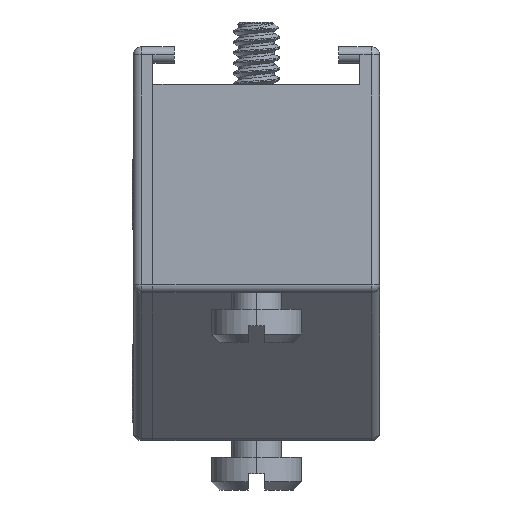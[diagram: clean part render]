
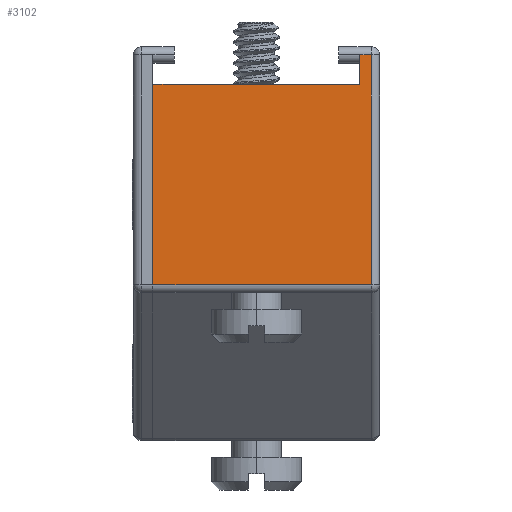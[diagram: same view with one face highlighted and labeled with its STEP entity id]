
A CAD part, left-side view. The second image highlights one B-rep face of the part: STEP entity #3102.
In plain terms, the highlighted planar face has unit normal (-1, 0, 0).
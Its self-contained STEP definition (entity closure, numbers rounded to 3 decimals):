
#641 = CARTESIAN_POINT ( 'NONE',  ( 0., 13.8, 0. ) ) ;
#769 = CARTESIAN_POINT ( 'NONE',  ( 0., 13.8, -14.5 ) ) ;
#1632 = CARTESIAN_POINT ( 'NONE',  ( 0., 1.2, -1. ) ) ;
#2367 = DIRECTION ( 'NONE',  ( 0., 0., -1. ) ) ;
#2604 = PLANE ( 'NONE',  #8502 ) ;
#3049 = EDGE_CURVE ( 'NONE', #17979, #15965, #8023, .T. ) ;
#3102 = ADVANCED_FACE ( 'NONE', ( #22857 ), #2604, .F. ) ;
#4053 = ORIENTED_EDGE ( 'NONE', *, *, #10732, .F. ) ;
#4395 = VERTEX_POINT ( 'NONE', #17226 ) ;
#4410 = CARTESIAN_POINT ( 'NONE',  ( 0., 0.5, 0. ) ) ;
#4868 = LINE ( 'NONE', #18365, #19964 ) ;
#5330 = LINE ( 'NONE', #1632, #8944 ) ;
#5935 = ORIENTED_EDGE ( 'NONE', *, *, #6354, .T. ) ;
#6354 = EDGE_CURVE ( 'NONE', #7216, #8855, #23540, .T. ) ;
#7216 = VERTEX_POINT ( 'NONE', #11787 ) ;
#7441 = VECTOR ( 'NONE', #11897, 1000. ) ;
#8023 = LINE ( 'NONE', #769, #19854 ) ;
#8315 = EDGE_CURVE ( 'NONE', #15965, #4395, #23169, .T. ) ;
#8502 = AXIS2_PLACEMENT_3D ( 'NONE', #641, #19190, #2367 ) ;
#8561 = VECTOR ( 'NONE', #21573, 1000. ) ;
#8855 = VERTEX_POINT ( 'NONE', #24221 ) ;
#8944 = VECTOR ( 'NONE', #9357, 1000. ) ;
#9357 = DIRECTION ( 'NONE',  ( 0., 0., 1. ) ) ;
#9688 = ORIENTED_EDGE ( 'NONE', *, *, #8315, .T. ) ;
#10229 = EDGE_CURVE ( 'NONE', #17979, #8855, #4868, .T. ) ;
#10732 = EDGE_CURVE ( 'NONE', #7216, #14568, #5330, .T. ) ;
#10970 = CARTESIAN_POINT ( 'NONE',  ( 0., 13.8, -0.5 ) ) ;
#11444 = DIRECTION ( 'NONE',  ( 0., 1., 0. ) ) ;
#11787 = CARTESIAN_POINT ( 'NONE',  ( 0., 1.2, -2.3 ) ) ;
#11897 = DIRECTION ( 'NONE',  ( 0., 0., 1. ) ) ;
#13289 = ORIENTED_EDGE ( 'NONE', *, *, #10229, .F. ) ;
#14087 = CARTESIAN_POINT ( 'NONE',  ( 0., 1.2, -2.3 ) ) ;
#14568 = VERTEX_POINT ( 'NONE', #17783 ) ;
#15965 = VERTEX_POINT ( 'NONE', #23633 ) ;
#16005 = CARTESIAN_POINT ( 'NONE',  ( 0., 13.8, -14.5 ) ) ;
#17226 = CARTESIAN_POINT ( 'NONE',  ( 0., 0.5, -0.5 ) ) ;
#17783 = CARTESIAN_POINT ( 'NONE',  ( 0., 1.2, -0.5 ) ) ;
#17979 = VERTEX_POINT ( 'NONE', #16005 ) ;
#18365 = CARTESIAN_POINT ( 'NONE',  ( 0., 13.8, 0. ) ) ;
#19190 = DIRECTION ( 'NONE',  ( 1., 0., 0. ) ) ;
#19854 = VECTOR ( 'NONE', #21379, 1000. ) ;
#19964 = VECTOR ( 'NONE', #21790, 1000. ) ;
#20084 = EDGE_LOOP ( 'NONE', ( #20264, #4053, #5935, #13289, #23296, #9688 ) ) ;
#20264 = ORIENTED_EDGE ( 'NONE', *, *, #24055, .T. ) ;
#21379 = DIRECTION ( 'NONE',  ( 0., -1., 0. ) ) ;
#21573 = DIRECTION ( 'NONE',  ( 0., 1., 0. ) ) ;
#21790 = DIRECTION ( 'NONE',  ( 0., 0., 1. ) ) ;
#22857 = FACE_OUTER_BOUND ( 'NONE', #20084, .T. ) ;
#22870 = VECTOR ( 'NONE', #11444, 1000. ) ;
#23169 = LINE ( 'NONE', #4410, #7441 ) ;
#23296 = ORIENTED_EDGE ( 'NONE', *, *, #3049, .T. ) ;
#23540 = LINE ( 'NONE', #14087, #8561 ) ;
#23633 = CARTESIAN_POINT ( 'NONE',  ( 0., 0.5, -14.5 ) ) ;
#23964 = LINE ( 'NONE', #10970, #22870 ) ;
#24055 = EDGE_CURVE ( 'NONE', #4395, #14568, #23964, .T. ) ;
#24221 = CARTESIAN_POINT ( 'NONE',  ( 0., 13.8, -2.3 ) ) ;
